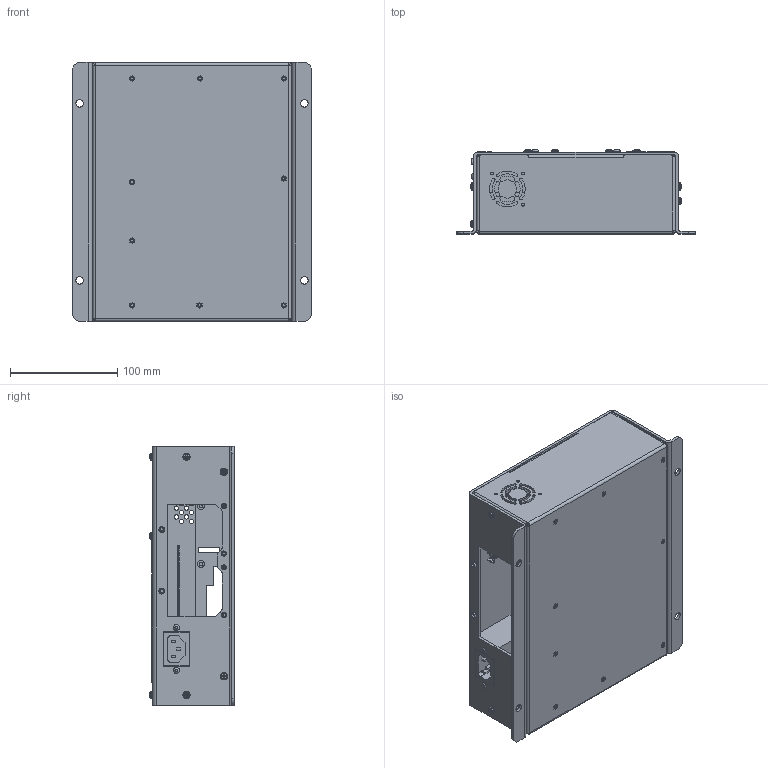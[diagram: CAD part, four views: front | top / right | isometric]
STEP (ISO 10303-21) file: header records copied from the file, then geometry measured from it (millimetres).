
FILE_DESCRIPTION(/* description */ (''),/* implementation_level */ '2;1');
FILE_NAME(/* name */ 'ACM LITE UNIVERSEL 120V.stp',/* time_stamp */ '2019-10-21T09:41:02-04:00',/* author */ ('sboulais'),/* organization */ (''),/* preprocessor_version */ 'ST-DEVELOPER v18',/* originating_system */ 'Autodesk Inventor 2020',/* authorisation */ '');
FILE_SCHEMA (('AUTOMOTIVE_DESIGN { 1 0 10303 214 3 1 1 }'));
Products named in the file (1): ACM LITE UNIVERSEL 120V
Bounding box: 222.25 x 78.64 x 241.58 mm (x, y, z)
Volume: 434247.5 mm3; surface area: 409371 mm2
Topology: 89 solids, 90 shells, 3635 faces, 9588 edges, 6424 vertices
Faces by surface type: plane 2233, cylinder 730, bspline 360, cone 230, torus 58, sphere 24
Full cylindrical faces by diameter (mm): 2.057 x2, 2.362 x2, 2.387 x8, 2.647 x17, 2.778 x3, 2.779 x3, 2.845 x21, 2.87 x13, 3 x4, 3.175 x15, 3.454 x1, 3.48 x8, 3.505 x34, 3.607 x2, 3.683 x30, 3.708 x2, 3.785 x2, 3.962 x81, 4.191 x46, 4.216 x5, 4.318 x4, 4.369 x2, 4.445 x2, 4.448 x4, 4.75 x17, 4.762 x38, 4.877 x4, 5.207 x2, 5.232 x4, 5.385 x6
Entity records: 126708 total; most frequent: CARTESIAN_POINT 32901, ORIENTED_EDGE 19156, DIRECTION 17501, EDGE_CURVE 9578, VERTEX_POINT 6424, AXIS2_PLACEMENT_3D 5868, LINE 5765, VECTOR 5765
